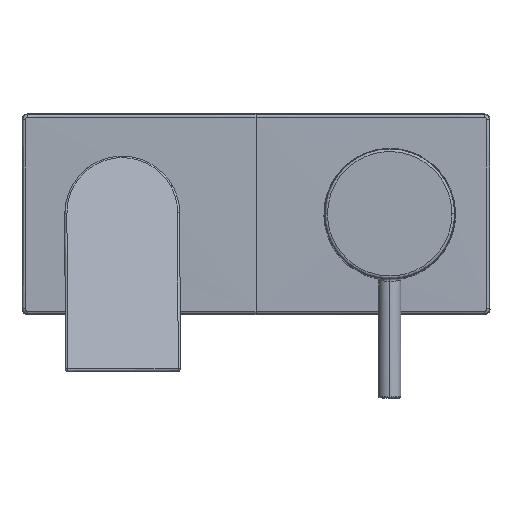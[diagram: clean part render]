
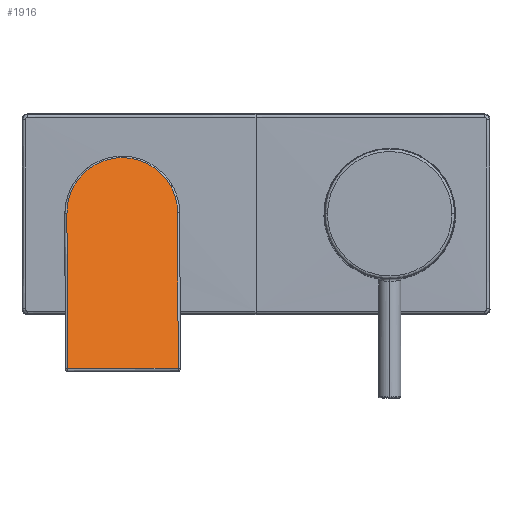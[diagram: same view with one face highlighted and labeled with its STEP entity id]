
A CAD part, top view. The second image highlights one B-rep face of the part: STEP entity #1916.
In plain terms, the highlighted planar face has unit normal (-0.001, 0.342, 0.94).
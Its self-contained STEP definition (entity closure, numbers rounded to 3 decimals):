
#17 = CARTESIAN_POINT ( 'NONE',  ( -106.759, 20.92, 145.673 ) ) ;
#268 = FACE_OUTER_BOUND ( 'NONE', #3564, .T. ) ;
#420 = EDGE_CURVE ( 'NONE', #2483, #1550, #1769, .T. ) ;
#466 = ORIENTED_EDGE ( 'NONE', *, *, #1741, .F. ) ;
#497 = CARTESIAN_POINT ( 'NONE',  ( -78.975, -99.261, 189.448 ) ) ;
#526 = EDGE_CURVE ( 'NONE', #1550, #4679, #2189, .T. ) ;
#545 = ORIENTED_EDGE ( 'NONE', *, *, #2909, .F. ) ;
#685 = CARTESIAN_POINT ( 'NONE',  ( -79.297, 0.3, 153.211 ) ) ;
#869 = CARTESIAN_POINT ( 'NONE',  ( -113.52, 18.145, 146.675 ) ) ;
#948 = VECTOR ( 'NONE', #3703, 1000. ) ;
#1439 = CARTESIAN_POINT ( 'NONE',  ( -100.064, 20.932, 145.676 ) ) ;
#1454 = CARTESIAN_POINT ( 'NONE',  ( -81.731, 12.88, 148.629 ) ) ;
#1550 = VERTEX_POINT ( 'NONE', #1714 ) ;
#1609 = LINE ( 'NONE', #3684, #948 ) ;
#1658 = CARTESIAN_POINT ( 'NONE',  ( -121.566, 21.389, 145.485 ) ) ;
#1680 = PLANE ( 'NONE',  #3131 ) ;
#1714 = CARTESIAN_POINT ( 'NONE',  ( -100.064, 20.932, 145.676 ) ) ;
#1741 = EDGE_CURVE ( 'NONE', #4830, #2483, #1609, .T. ) ;
#1769 = B_SPLINE_CURVE_WITH_KNOTS ( 'NONE', 5,
 ( #3086, #4335, #2203, #869, #17, #2184 ),
 .UNSPECIFIED., .F., .F.,
 ( 6, 6 ),
 ( 0., 1. ),
 .UNSPECIFIED. ) ;
#1796 = CARTESIAN_POINT ( 'NONE',  ( -79.323, 6.624, 150.908 ) ) ;
#1809 = DIRECTION ( 'NONE',  ( -1., -0.003, 0. ) ) ;
#1817 = ORIENTED_EDGE ( 'NONE', *, *, #420, .F. ) ;
#1878 = CARTESIAN_POINT ( 'NONE',  ( -86.591, 18.232, 146.675 ) ) ;
#1916 = ADVANCED_FACE ( 'NONE', ( #268 ), #1680, .F. ) ;
#2184 = CARTESIAN_POINT ( 'NONE',  ( -100.064, 20.932, 145.676 ) ) ;
#2189 = B_SPLINE_CURVE_WITH_KNOTS ( 'NONE', 5,
 ( #1439, #4453, #1878, #1454, #1796, #2674 ),
 .UNSPECIFIED., .F., .F.,
 ( 6, 6 ),
 ( 0., 1. ),
 .UNSPECIFIED. ) ;
#2192 = DIRECTION ( 'NONE',  ( 0.003, -0.94, 0.342 ) ) ;
#2203 = CARTESIAN_POINT ( 'NONE',  ( -118.345, 12.761, 148.629 ) ) ;
#2230 = LINE ( 'NONE', #497, #5260 ) ;
#2368 = CARTESIAN_POINT ( 'NONE',  ( -120.697, 0.165, 153.211 ) ) ;
#2483 = VERTEX_POINT ( 'NONE', #2368 ) ;
#2674 = CARTESIAN_POINT ( 'NONE',  ( -79.297, 0.3, 153.211 ) ) ;
#2874 = ORIENTED_EDGE ( 'NONE', *, *, #3871, .F. ) ;
#2909 = EDGE_CURVE ( 'NONE', #4679, #4369, #2230, .T. ) ;
#2990 = DIRECTION ( 'NONE',  ( 0.001, -0.342, -0.94 ) ) ;
#3086 = CARTESIAN_POINT ( 'NONE',  ( -120.697, 0.165, 153.211 ) ) ;
#3131 = AXIS2_PLACEMENT_3D ( 'NONE', #1658, #2990, #4689 ) ;
#3564 = EDGE_LOOP ( 'NONE', ( #2874, #545, #5519, #1817, #466 ) ) ;
#3684 = CARTESIAN_POINT ( 'NONE',  ( -120.897, 61.679, 130.821 ) ) ;
#3703 = DIRECTION ( 'NONE',  ( -0.003, 0.94, -0.342 ) ) ;
#3751 = VECTOR ( 'NONE', #1809, 1000. ) ;
#3871 = EDGE_CURVE ( 'NONE', #4369, #4830, #4768, .T. ) ;
#4335 = CARTESIAN_POINT ( 'NONE',  ( -120.712, 6.49, 150.908 ) ) ;
#4369 = VERTEX_POINT ( 'NONE', #4409 ) ;
#4389 = CARTESIAN_POINT ( 'NONE',  ( -121.308, -58.037, 174.394 ) ) ;
#4409 = CARTESIAN_POINT ( 'NONE',  ( -79.109, -57.9, 174.394 ) ) ;
#4453 = CARTESIAN_POINT ( 'NONE',  ( -93.37, 20.963, 145.673 ) ) ;
#4679 = VERTEX_POINT ( 'NONE', #685 ) ;
#4689 = DIRECTION ( 'NONE',  ( -0.003, 0.94, -0.342 ) ) ;
#4768 = LINE ( 'NONE', #4389, #3751 ) ;
#4830 = VERTEX_POINT ( 'NONE', #4933 ) ;
#4933 = CARTESIAN_POINT ( 'NONE',  ( -120.508, -58.034, 174.394 ) ) ;
#5260 = VECTOR ( 'NONE', #2192, 1000. ) ;
#5519 = ORIENTED_EDGE ( 'NONE', *, *, #526, .F. ) ;
